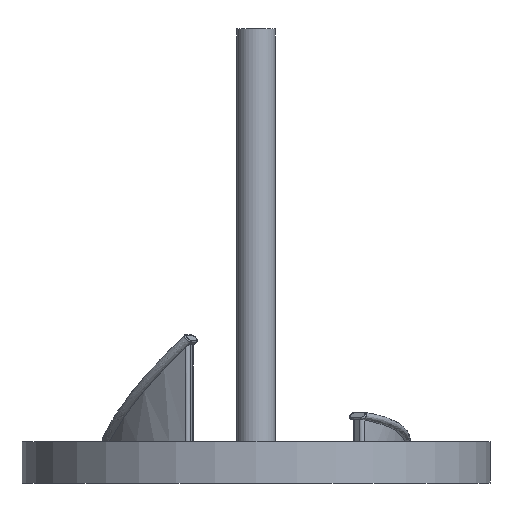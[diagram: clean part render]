
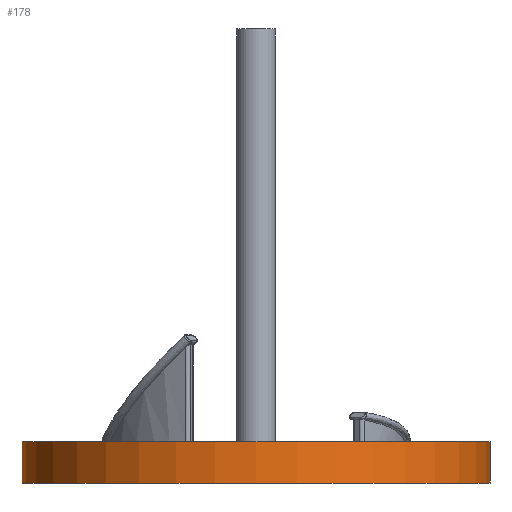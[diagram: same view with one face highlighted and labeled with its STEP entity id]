
A CAD part, front view. The second image highlights one B-rep face of the part: STEP entity #178.
In plain terms, the highlighted cylindrical face has radius 18 mm (diameter 36 mm), a partial arc.
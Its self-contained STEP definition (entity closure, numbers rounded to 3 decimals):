
#129 = VERTEX_POINT ( 'NONE', #609 ) ;
#141 = LINE ( 'NONE', #1155, #1600 ) ;
#143 = LINE ( 'NONE', #884, #697 ) ;
#147 = CARTESIAN_POINT ( 'NONE',  ( 0., 0., -3.175 ) ) ;
#169 = CARTESIAN_POINT ( 'NONE',  ( -18., 0., 0. ) ) ;
#178 = ADVANCED_FACE ( 'NONE', ( #1443 ), #1900, .T. ) ;
#216 = CIRCLE ( 'NONE', #1870, 18. ) ;
#354 = CIRCLE ( 'NONE', #2075, 18. ) ;
#467 = EDGE_CURVE ( 'NONE', #129, #1824, #141, .T. ) ;
#468 = CARTESIAN_POINT ( 'NONE',  ( 0., 0., -3.175 ) ) ;
#609 = CARTESIAN_POINT ( 'NONE',  ( 18., 0., -3.175 ) ) ;
#697 = VECTOR ( 'NONE', #1366, 1000. ) ;
#863 = AXIS2_PLACEMENT_3D ( 'NONE', #468, #1930, #1113 ) ;
#880 = EDGE_LOOP ( 'NONE', ( #1402, #1196, #1912, #1505 ) ) ;
#884 = CARTESIAN_POINT ( 'NONE',  ( -18., 0., -3.175 ) ) ;
#975 = DIRECTION ( 'NONE',  ( 0., 0., 1. ) ) ;
#1113 = DIRECTION ( 'NONE',  ( 1., 0., 0. ) ) ;
#1155 = CARTESIAN_POINT ( 'NONE',  ( 18., 0., -3.175 ) ) ;
#1196 = ORIENTED_EDGE ( 'NONE', *, *, #1595, .T. ) ;
#1218 = EDGE_CURVE ( 'NONE', #1468, #2035, #143, .T. ) ;
#1265 = CARTESIAN_POINT ( 'NONE',  ( -18., 0., -3.175 ) ) ;
#1366 = DIRECTION ( 'NONE',  ( 0., 0., 1. ) ) ;
#1402 = ORIENTED_EDGE ( 'NONE', *, *, #1218, .F. ) ;
#1421 = DIRECTION ( 'NONE',  ( 1., 0., 0. ) ) ;
#1443 = FACE_OUTER_BOUND ( 'NONE', #880, .T. ) ;
#1457 = CARTESIAN_POINT ( 'NONE',  ( 0., 0., 0. ) ) ;
#1468 = VERTEX_POINT ( 'NONE', #1265 ) ;
#1501 = EDGE_CURVE ( 'NONE', #2035, #1824, #216, .T. ) ;
#1505 = ORIENTED_EDGE ( 'NONE', *, *, #1501, .F. ) ;
#1595 = EDGE_CURVE ( 'NONE', #1468, #129, #354, .T. ) ;
#1600 = VECTOR ( 'NONE', #1783, 1000. ) ;
#1783 = DIRECTION ( 'NONE',  ( 0., 0., 1. ) ) ;
#1824 = VERTEX_POINT ( 'NONE', #1895 ) ;
#1870 = AXIS2_PLACEMENT_3D ( 'NONE', #1457, #975, #1421 ) ;
#1895 = CARTESIAN_POINT ( 'NONE',  ( 18., 0., 0. ) ) ;
#1900 = CYLINDRICAL_SURFACE ( 'NONE', #863, 18. ) ;
#1912 = ORIENTED_EDGE ( 'NONE', *, *, #467, .T. ) ;
#1930 = DIRECTION ( 'NONE',  ( 0., 0., 1. ) ) ;
#2023 = DIRECTION ( 'NONE',  ( 1., 0., 0. ) ) ;
#2032 = DIRECTION ( 'NONE',  ( 0., 0., 1. ) ) ;
#2035 = VERTEX_POINT ( 'NONE', #169 ) ;
#2075 = AXIS2_PLACEMENT_3D ( 'NONE', #147, #2032, #2023 ) ;
